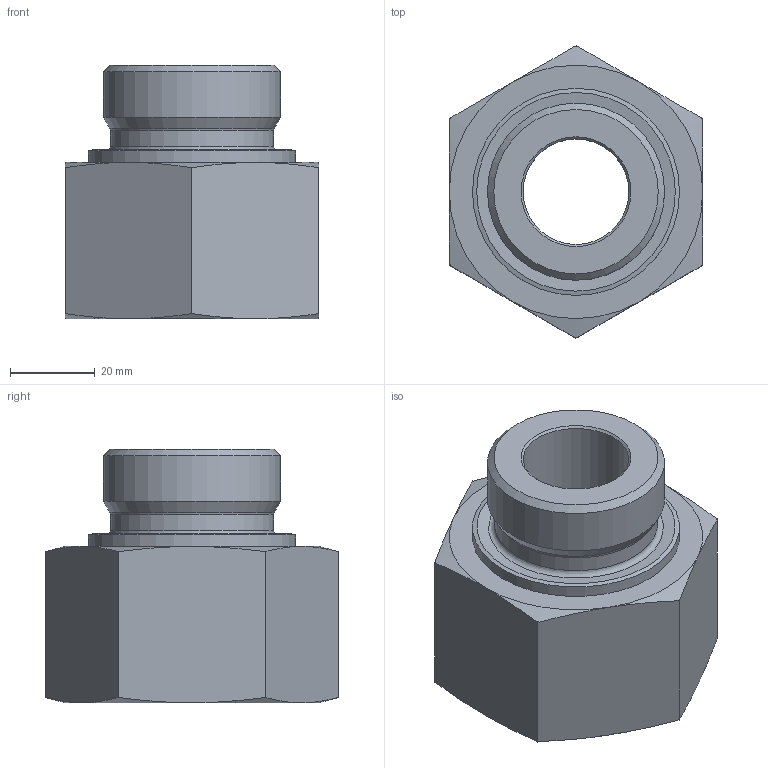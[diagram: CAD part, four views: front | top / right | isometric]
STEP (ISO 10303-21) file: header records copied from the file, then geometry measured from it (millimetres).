
FILE_DESCRIPTION((''),'2;1');
FILE_NAME('715015464.stp','2014-09-02T10:59:42',(''),('KNOMI spol. s r. o.'),'Autodesk Inventor 2012','Autodesk Inventor 2012','');
FILE_SCHEMA(('AUTOMOTIVE_DESIGN { 1 2 10303 214 0 1 1 1 }'));
Length unit declared in the file: millimetre
Products named in the file (1): RIBR G1 1/4"-G1 1/2"
Bounding box: 60.04 x 69.28 x 60 mm (x, y, z)
Volume: 86099.9 mm3; surface area: 22215.8 mm2
Topology: 1 solids, 1 shells, 48 faces, 112 edges, 68 vertices
Faces by surface type: cone 31, plane 10, cylinder 5, torus 2
Full cylindrical faces by diameter (mm): 25 x1, 38.6 x1, 41.91 x1, 44.845 x1, 49 x1
Entity records: 1242 total; most frequent: CARTESIAN_POINT 305, ORIENTED_EDGE 190, DIRECTION 186, EDGE_CURVE 95, AXIS2_PLACEMENT_3D 90, EDGE_LOOP 66, VERTEX_POINT 65, FACE_OUTER_BOUND 48
